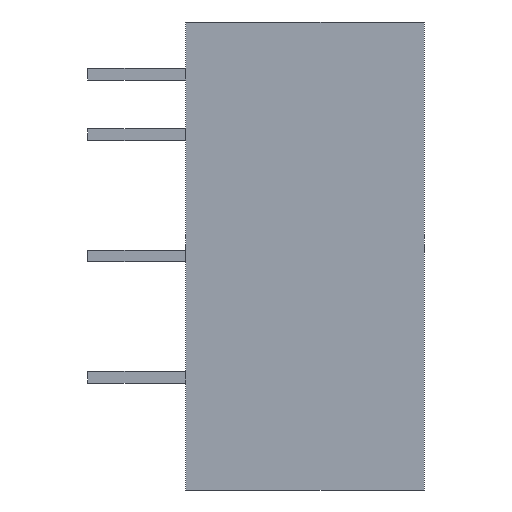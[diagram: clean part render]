
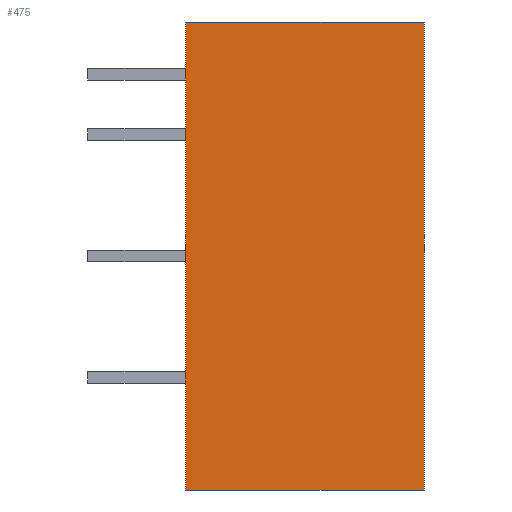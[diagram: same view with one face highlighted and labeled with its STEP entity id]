
A CAD part, front view. The second image highlights one B-rep face of the part: STEP entity #475.
In plain terms, the highlighted planar face has unit normal (0, -1, 0).
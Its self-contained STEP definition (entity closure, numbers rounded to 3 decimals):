
#20=DIRECTION('',(0.,0.,-1.));
#21=VECTOR('',#20,19.6);
#22=CARTESIAN_POINT('',(0.,-4.6,8.53));
#23=LINE('',#22,#21);
#104=DIRECTION('',(1.,0.,0.));
#105=VECTOR('',#104,10.);
#106=CARTESIAN_POINT('',(0.,-4.6,-11.07));
#107=LINE('',#106,#105);
#108=DIRECTION('',(1.,0.,0.));
#109=VECTOR('',#108,10.);
#110=CARTESIAN_POINT('',(0.,-4.6,8.53));
#111=LINE('',#110,#109);
#124=DIRECTION('',(0.,0.,-1.));
#125=VECTOR('',#124,19.6);
#126=CARTESIAN_POINT('',(10.,-4.6,8.53));
#127=LINE('',#126,#125);
#257=CARTESIAN_POINT('',(0.,-4.6,8.53));
#259=VERTEX_POINT('',#257);
#260=CARTESIAN_POINT('',(0.,-4.6,-11.07));
#261=VERTEX_POINT('',#260);
#265=CARTESIAN_POINT('',(10.,-4.6,8.53));
#267=VERTEX_POINT('',#265);
#268=CARTESIAN_POINT('',(10.,-4.6,-11.07));
#269=VERTEX_POINT('',#268);
#463=CARTESIAN_POINT('',(0.,-4.6,8.53));
#464=DIRECTION('',(0.,-1.,0.));
#465=DIRECTION('',(0.,0.,-1.));
#466=AXIS2_PLACEMENT_3D('',#463,#464,#465);
#467=PLANE('',#466);
#468=ORIENTED_EDGE('',*,*,#343,.F.);
#469=ORIENTED_EDGE('',*,*,#409,.T.);
#471=ORIENTED_EDGE('',*,*,#470,.T.);
#472=ORIENTED_EDGE('',*,*,#448,.F.);
#473=EDGE_LOOP('',(#468,#469,#471,#472));
#474=FACE_OUTER_BOUND('',#473,.F.);
#343=EDGE_CURVE('',#259,#261,#23,.T.);
#409=EDGE_CURVE('',#259,#267,#111,.T.);
#448=EDGE_CURVE('',#261,#269,#107,.T.);
#470=EDGE_CURVE('',#267,#269,#127,.T.);
#475=ADVANCED_FACE('',(#474),#467,.T.);
